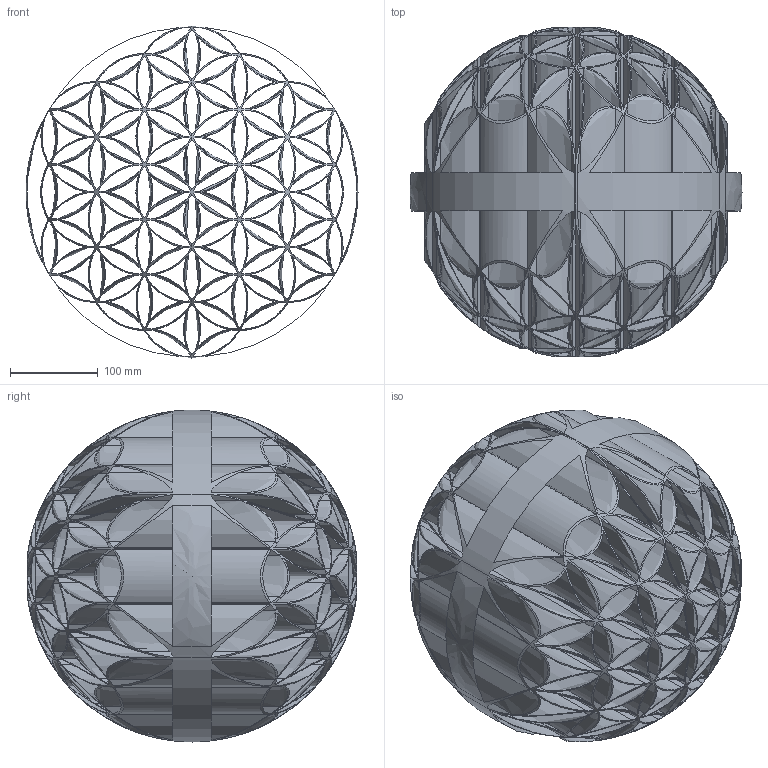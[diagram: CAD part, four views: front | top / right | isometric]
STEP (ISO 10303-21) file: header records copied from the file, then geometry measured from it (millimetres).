
FILE_DESCRIPTION(('FreeCAD Model'),'2;1');
FILE_NAME('Open CASCADE Shape Model','2025-05-04T02:53:53',('FreeCAD'),( 'FreeCAD'),'Open CASCADE STEP processor 7.6','FreeCAD','Unknown');
FILE_SCHEMA(('AUTOMOTIVE_DESIGN { 1 0 10303 214 1 1 1 1 }'));
Products named in the file (1): Open CASCADE STEP translator 7.6 1
Bounding box: 377.71 x 375.21 x 377.71 mm (x, y, z)
Volume: 3592201.7 mm3; surface area: 5117424.7 mm2
Topology: 1 solids, 1 shells, 694 faces, 2186 edges, 1450 vertices
Faces by surface type: bspline 694
Entity records: 35380 total; most frequent: CARTESIAN_POINT 22751, ORIENTED_EDGE 4368, EDGE_CURVE 2184, B_SPLINE_CURVE_WITH_KNOTS 2010, VERTEX_POINT 1450, FACE_BOUND 952, EDGE_LOOP 952, ADVANCED_FACE 694
